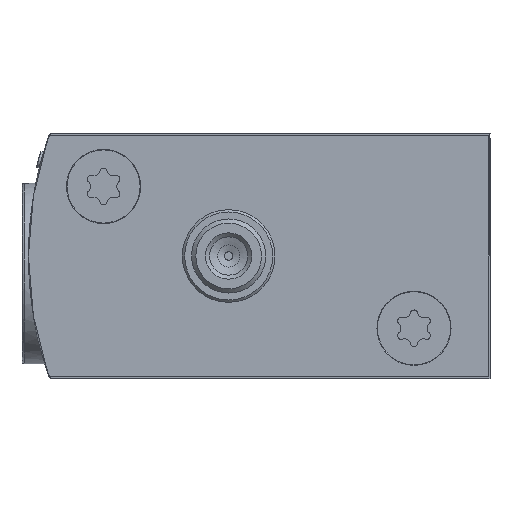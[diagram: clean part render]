
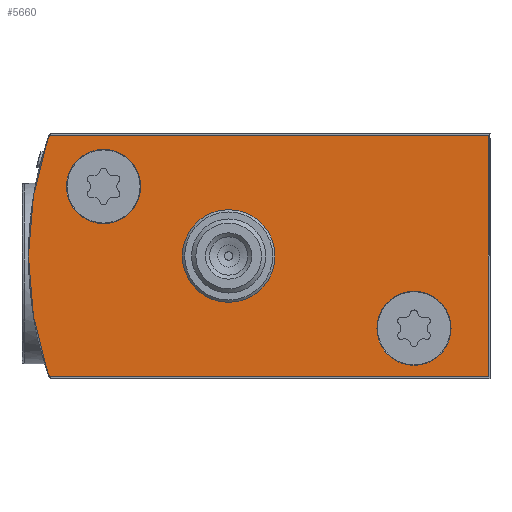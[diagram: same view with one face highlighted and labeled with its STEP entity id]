
A CAD part, left-side view. The second image highlights one B-rep face of the part: STEP entity #5660.
In plain terms, the highlighted planar face has unit normal (-1, 0, 0).
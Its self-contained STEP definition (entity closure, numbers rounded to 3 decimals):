
#575=LINE('',#10261,#1062);
#578=LINE('',#10267,#1065);
#589=LINE('',#10316,#1076);
#1062=VECTOR('',#8442,1000.);
#1065=VECTOR('',#8447,1000.);
#1076=VECTOR('',#8494,1000.);
#2309=ORIENTED_EDGE('',*,*,#3365,.F.);
#2310=ORIENTED_EDGE('',*,*,#3366,.T.);
#2311=ORIENTED_EDGE('',*,*,#3367,.T.);
#2312=ORIENTED_EDGE('',*,*,#3324,.F.);
#2313=ORIENTED_EDGE('',*,*,#3258,.F.);
#2314=ORIENTED_EDGE('',*,*,#3361,.F.);
#2315=ORIENTED_EDGE('',*,*,#3358,.F.);
#2316=ORIENTED_EDGE('',*,*,#3330,.F.);
#2317=ORIENTED_EDGE('',*,*,#3327,.F.);
#3258=EDGE_CURVE('',#3896,#3897,#4253,.T.);
#3324=EDGE_CURVE('',#3897,#3956,#4290,.T.);
#3327=EDGE_CURVE('',#3956,#3958,#575,.T.);
#3330=EDGE_CURVE('',#3958,#3960,#578,.T.);
#3358=EDGE_CURVE('',#3960,#3980,#589,.T.);
#3361=EDGE_CURVE('',#3980,#3896,#4309,.T.);
#3365=EDGE_CURVE('',#3984,#3984,#4313,.F.);
#3366=EDGE_CURVE('',#3985,#3985,#4314,.T.);
#3367=EDGE_CURVE('',#3986,#3986,#4315,.T.);
#3896=VERTEX_POINT('',#10118);
#3897=VERTEX_POINT('',#10119);
#3956=VERTEX_POINT('',#10256);
#3958=VERTEX_POINT('',#10262);
#3960=VERTEX_POINT('',#10268);
#3980=VERTEX_POINT('',#10317);
#3984=VERTEX_POINT('',#10331);
#3985=VERTEX_POINT('',#10333);
#3986=VERTEX_POINT('',#10335);
#4253=CIRCLE('',#6992,39.5);
#4290=CIRCLE('',#7041,0.2);
#4309=CIRCLE('',#7064,0.2);
#4313=CIRCLE('',#7070,5.);
#4314=CIRCLE('',#7071,4.);
#4315=CIRCLE('',#7072,4.);
#4659=EDGE_LOOP('',(#2309));
#4660=EDGE_LOOP('',(#2310));
#4661=EDGE_LOOP('',(#2311));
#4662=EDGE_LOOP('',(#2312,#2313,#2314,#2315,#2316,#2317));
#5104=FACE_BOUND('',#4659,.T.);
#5105=FACE_BOUND('',#4660,.T.);
#5106=FACE_BOUND('',#4661,.T.);
#5107=FACE_BOUND('',#4662,.T.);
#5387=PLANE('',#7069);
#5660=ADVANCED_FACE('',(#5104,#5105,#5106,#5107),#5387,.F.);
#6992=AXIS2_PLACEMENT_3D('',#10117,#8308,#8309);
#7041=AXIS2_PLACEMENT_3D('',#10255,#8435,#8436);
#7064=AXIS2_PLACEMENT_3D('',#10322,#8499,#8500);
#7069=AXIS2_PLACEMENT_3D('',#10329,#8509,#8510);
#7070=AXIS2_PLACEMENT_3D('',#10330,#8511,#8512);
#7071=AXIS2_PLACEMENT_3D('',#10332,#8513,#8514);
#7072=AXIS2_PLACEMENT_3D('',#10334,#8515,#8516);
#8308=DIRECTION('',(1.,0.,0.));
#8309=DIRECTION('',(0.,0.,-1.));
#8435=DIRECTION('',(1.,0.,0.));
#8436=DIRECTION('',(0.,0.,-1.));
#8442=DIRECTION('',(0.,-1.,0.));
#8447=DIRECTION('',(0.,0.,-1.));
#8494=DIRECTION('',(0.,1.,0.));
#8499=DIRECTION('',(1.,0.,0.));
#8500=DIRECTION('',(0.,0.,-1.));
#8509=DIRECTION('',(1.,0.,0.));
#8510=DIRECTION('',(0.,0.,-1.));
#8511=DIRECTION('',(1.,0.,0.));
#8512=DIRECTION('',(0.,0.,-1.));
#8513=DIRECTION('',(1.,0.,0.));
#8514=DIRECTION('',(0.,0.,-1.));
#8515=DIRECTION('',(1.,0.,0.));
#8516=DIRECTION('',(0.,0.,-1.));
#10117=CARTESIAN_POINT('',(0.,10.3,0.));
#10118=CARTESIAN_POINT('',(0.,47.663,-12.815));
#10119=CARTESIAN_POINT('',(0.,47.663,12.815));
#10255=CARTESIAN_POINT('',(0.,47.474,12.75));
#10256=CARTESIAN_POINT('',(0.,47.474,12.95));
#10261=CARTESIAN_POINT('',(0.,47.474,12.95));
#10262=CARTESIAN_POINT('',(0.,0.2,12.95));
#10267=CARTESIAN_POINT('',(0.,0.2,12.95));
#10268=CARTESIAN_POINT('',(0.,0.2,-12.95));
#10316=CARTESIAN_POINT('',(0.,0.2,-12.95));
#10317=CARTESIAN_POINT('',(0.,47.474,-12.95));
#10322=CARTESIAN_POINT('',(0.,47.474,-12.75));
#10329=CARTESIAN_POINT('',(0.,47.474,12.75));
#10330=CARTESIAN_POINT('',(0.,28.2,0.));
#10331=CARTESIAN_POINT('',(0.,28.2,-5.));
#10332=CARTESIAN_POINT('',(0.,41.7,7.5));
#10333=CARTESIAN_POINT('',(0.,41.7,3.5));
#10334=CARTESIAN_POINT('',(0.,8.2,-7.8));
#10335=CARTESIAN_POINT('',(0.,8.2,-11.8));
